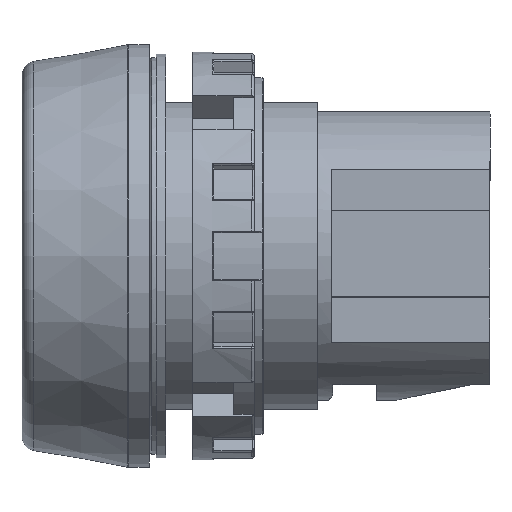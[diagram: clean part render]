
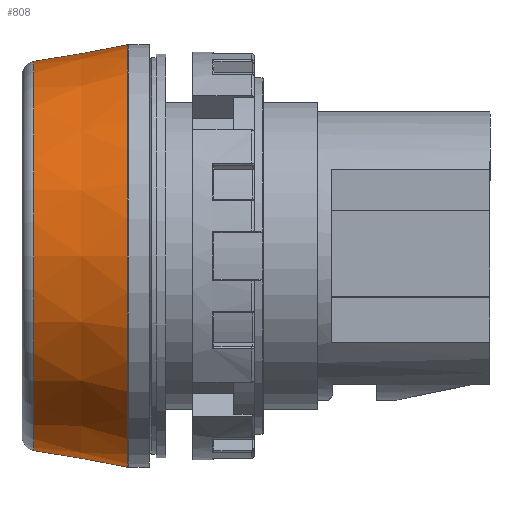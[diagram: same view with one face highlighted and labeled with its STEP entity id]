
A CAD part, left-side view. The second image highlights one B-rep face of the part: STEP entity #808.
In plain terms, the highlighted conical face has half-angle 10 degrees and reference radius 13.743 mm.
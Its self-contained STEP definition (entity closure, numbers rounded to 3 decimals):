
#808 = ADVANCED_FACE( '', ( #1736, #1737 ), #1738, .T. );
#1736 = FACE_OUTER_BOUND( '', #3267, .T. );
#1737 = FACE_BOUND( '', #3268, .T. );
#1738 = CONICAL_SURFACE( '', #3269, 13.743, 0.175 );
#3267 = EDGE_LOOP( '', ( #5740 ) );
#3268 = EDGE_LOOP( '', ( #5741 ) );
#3269 = AXIS2_PLACEMENT_3D( '', #5742, #5743, #5744 );
#5740 = ORIENTED_EDGE( '', *, *, #7753, .T. );
#5741 = ORIENTED_EDGE( '', *, *, #7329, .F. );
#5742 = CARTESIAN_POINT( '', ( 0., 30.072, 0. ) );
#5743 = DIRECTION( '', ( 0., -1., 0. ) );
#5744 = DIRECTION( '', ( 1., 0., 0. ) );
#7329 = EDGE_CURVE( '', #8891, #8891, #8892, .T. );
#7753 = EDGE_CURVE( '', #9467, #9467, #9468, .T. );
#8891 = VERTEX_POINT( '', #11440 );
#8892 = CIRCLE( '', #11441, 13.743 );
#9467 = VERTEX_POINT( '', #12634 );
#9468 = CIRCLE( '', #12635, 14.915 );
#11440 = CARTESIAN_POINT( '', ( -13.743, 30.072, 0. ) );
#11441 = AXIS2_PLACEMENT_3D( '', #13718, #13719, #13720 );
#12634 = CARTESIAN_POINT( '', ( -14.915, 23.424, 0. ) );
#12635 = AXIS2_PLACEMENT_3D( '', #14183, #14184, #14185 );
#13718 = CARTESIAN_POINT( '', ( 0., 30.072, 0. ) );
#13719 = DIRECTION( '', ( 0., 1., 0. ) );
#13720 = DIRECTION( '', ( -1., 0., 0. ) );
#14183 = CARTESIAN_POINT( '', ( 0., 23.424, 0. ) );
#14184 = DIRECTION( '', ( 0., 1., 0. ) );
#14185 = DIRECTION( '', ( -1., 0., 0. ) );
